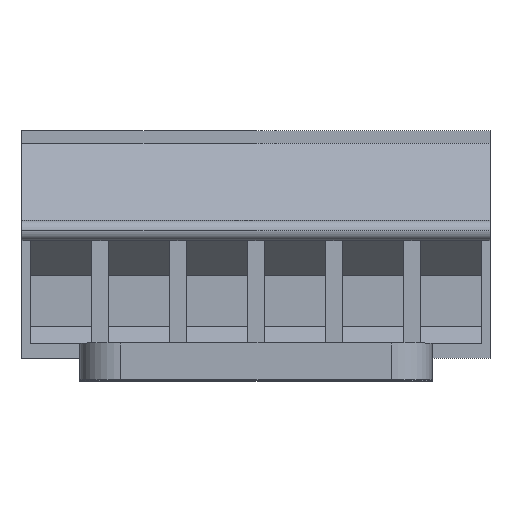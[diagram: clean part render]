
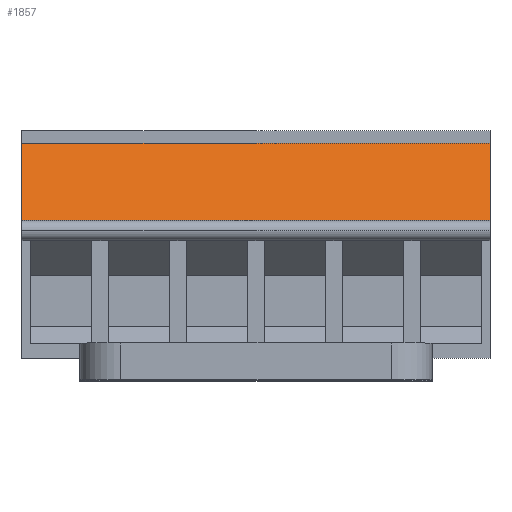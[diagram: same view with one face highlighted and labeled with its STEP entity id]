
A CAD part, top view. The second image highlights one B-rep face of the part: STEP entity #1857.
In plain terms, the highlighted planar face has unit normal (0, 0.359, 0.933).
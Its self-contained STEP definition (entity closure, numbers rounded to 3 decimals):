
#1844=AXIS2_PLACEMENT_3D('Plane Axis2P3D',#1841,#1842,#1843) ;
#1684=CARTESIAN_POINT('Vertex',(0.,7.83,14.85)) ;
#1687=CARTESIAN_POINT('Line Origine',(0.,9.715,14.125)) ;
#1691=CARTESIAN_POINT('Vertex',(0.,11.6,13.4)) ;
#1748=CARTESIAN_POINT('Vertex',(22.86,11.6,13.4)) ;
#1751=CARTESIAN_POINT('Line Origine',(22.86,9.715,14.125)) ;
#1755=CARTESIAN_POINT('Vertex',(22.86,7.83,14.85)) ;
#1829=CARTESIAN_POINT('Line Origine',(11.43,11.6,13.4)) ;
#1841=CARTESIAN_POINT('Axis2P3D Location',(0.,7.83,14.85)) ;
#1846=CARTESIAN_POINT('Line Origine',(11.43,7.83,14.85)) ;
#1688=DIRECTION('Vector Direction',(0.,0.933,-0.359)) ;
#1752=DIRECTION('Vector Direction',(0.,0.933,-0.359)) ;
#1830=DIRECTION('Vector Direction',(1.,0.,0.)) ;
#1842=DIRECTION('Axis2P3D Direction',(0.,-0.359,-0.933)) ;
#1843=DIRECTION('Axis2P3D XDirection',(0.,0.933,-0.359)) ;
#1847=DIRECTION('Vector Direction',(1.,0.,0.)) ;
#1689=VECTOR('Line Direction',#1688,1.) ;
#1753=VECTOR('Line Direction',#1752,1.) ;
#1831=VECTOR('Line Direction',#1830,1.) ;
#1848=VECTOR('Line Direction',#1847,1.) ;
#1852=ORIENTED_EDGE('',*,*,#1757,.T.) ;
#1853=ORIENTED_EDGE('',*,*,#1833,.F.) ;
#1854=ORIENTED_EDGE('',*,*,#1693,.T.) ;
#1855=ORIENTED_EDGE('',*,*,#1850,.T.) ;
#1857=ADVANCED_FACE('HOUSING',(#1856),#1845,.F.) ;
#1693=EDGE_CURVE('',#1692,#1685,#1690,.F.) ;
#1757=EDGE_CURVE('',#1756,#1749,#1754,.T.) ;
#1833=EDGE_CURVE('',#1692,#1749,#1832,.T.) ;
#1850=EDGE_CURVE('',#1685,#1756,#1849,.T.) ;
#1851=EDGE_LOOP('',(#1852,#1853,#1854,#1855)) ;
#1856=FACE_OUTER_BOUND('',#1851,.T.) ;
#1690=LINE('Line',#1687,#1689) ;
#1754=LINE('Line',#1751,#1753) ;
#1832=LINE('Line',#1829,#1831) ;
#1849=LINE('Line',#1846,#1848) ;
#1845=PLANE('',#1844) ;
#1685=VERTEX_POINT('',#1684) ;
#1692=VERTEX_POINT('',#1691) ;
#1749=VERTEX_POINT('',#1748) ;
#1756=VERTEX_POINT('',#1755) ;
